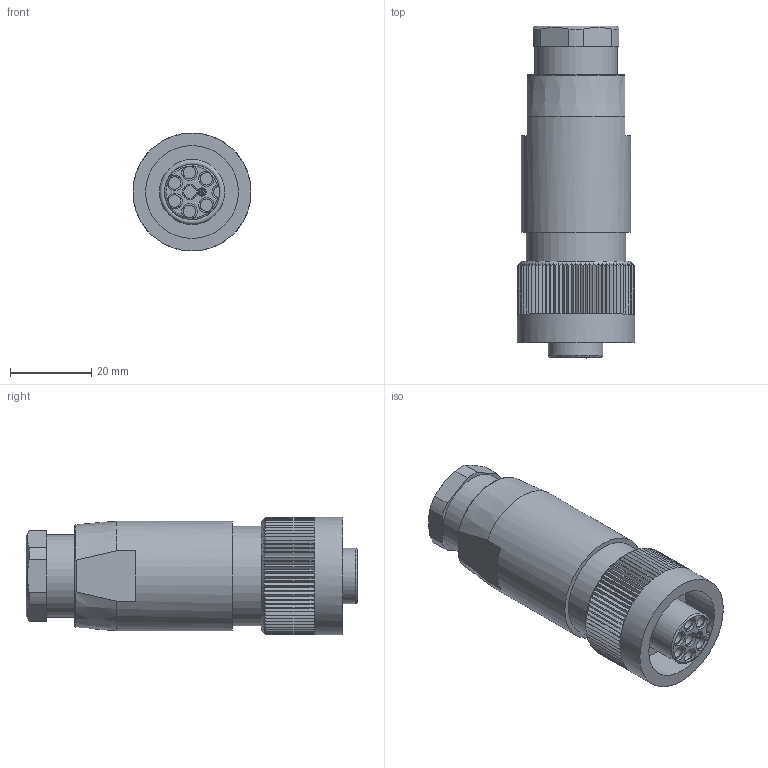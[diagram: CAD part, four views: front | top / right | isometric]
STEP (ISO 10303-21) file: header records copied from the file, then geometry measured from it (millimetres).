
FILE_DESCRIPTION(/* description */ (''),/* implementation_level */ '2;1');
FILE_NAME(/* name */ '99 0202 15 07 001_00.stp',/* time_stamp */ '2014-04-07T13:28:58+02:00',/* author */ (''),/* organization */ (''),/* preprocessor_version */ 'ST-DEVELOPER v14',/* originating_system */ 'SIEMENS PLM Software NX 8.0',/* authorisation */ '');
FILE_SCHEMA (('AP203_CONFIGURATION_CONTROLLED_3D_DESIGN_OF_MECHANICAL_PARTS_AND_ASSEMBLIES_MIM_LF { 1 0 10303 403 2 1 2}'));
Length unit declared in the file: millimetre
Products named in the file (1): cerl14F06FE2nqwb
Bounding box: 29 x 81.6 x 29 mm (x, y, z)
Volume: 38854.8 mm3; surface area: 10750.4 mm2
Topology: 1 solids, 1 shells, 267 faces, 746 edges, 493 vertices
Faces by surface type: plane 223, cylinder 33, torus 5, cone 4, bspline 2
Full cylindrical faces by diameter (mm): 1.7 x1, 2 x1, 3.05 x7, 3.8 x1, 13.6 x1, 20.4 x1, 22.8 x1, 24.5 x1, 27 x1, 29 x1
Entity records: 8682 total; most frequent: CARTESIAN_POINT 2228, ORIENTED_EDGE 1422, DIRECTION 1128, EDGE_CURVE 711, VERTEX_POINT 479, LINE 422, VECTOR 422, AXIS2_PLACEMENT_3D 353
